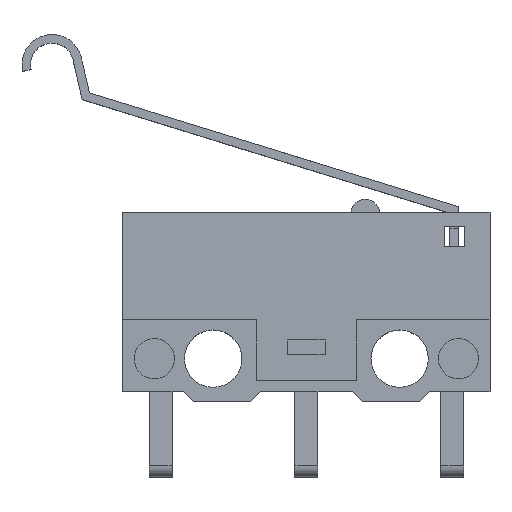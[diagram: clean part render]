
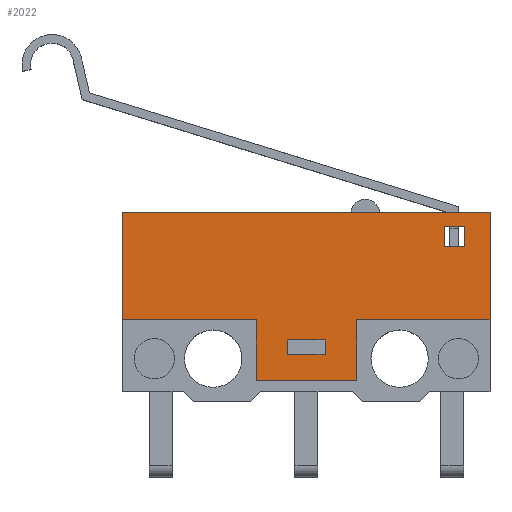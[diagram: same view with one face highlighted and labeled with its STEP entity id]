
A CAD part, top view. The second image highlights one B-rep face of the part: STEP entity #2022.
In plain terms, the highlighted face is planar.
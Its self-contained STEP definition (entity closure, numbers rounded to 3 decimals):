
#1825 = VERTEX_POINT('',#1826);
#1826 = CARTESIAN_POINT('',(6.4,2.85,1.35));
#1843 = VERTEX_POINT('',#1844);
#1844 = CARTESIAN_POINT('',(6.4,2.85,5.1));
#1850 = EDGE_CURVE('',#1825,#1843,#1851,.T.);
#1851 = LINE('',#1852,#1853);
#1852 = CARTESIAN_POINT('',(6.4,2.85,1.35));
#1853 = VECTOR('',#1854,1.);
#1854 = DIRECTION('',(0.,0.,1.));
#1864 = EDGE_CURVE('',#1865,#1825,#1867,.T.);
#1865 = VERTEX_POINT('',#1866);
#1866 = CARTESIAN_POINT('',(1.75,2.85,1.35));
#1867 = LINE('',#1868,#1869);
#1868 = CARTESIAN_POINT('',(1.75,2.85,1.35));
#1869 = VECTOR('',#1870,1.);
#1870 = DIRECTION('',(1.,0.,0.));
#1937 = VERTEX_POINT('',#1938);
#1938 = CARTESIAN_POINT('',(-6.4,2.85,5.1));
#1944 = EDGE_CURVE('',#1843,#1937,#1945,.T.);
#1945 = LINE('',#1946,#1947);
#1946 = CARTESIAN_POINT('',(6.4,2.85,5.1));
#1947 = VECTOR('',#1948,1.);
#1948 = DIRECTION('',(-1.,0.,0.));
#2022 = ADVANCED_FACE('',(#2023,#2066,#2100),#2134,.T.);
#2023 = FACE_BOUND('',#2024,.T.);
#2024 = EDGE_LOOP('',(#2025,#2026,#2027,#2035,#2043,#2051,#2059,#2065));
#2025 = ORIENTED_EDGE('',*,*,#1850,.F.);
#2026 = ORIENTED_EDGE('',*,*,#1864,.F.);
#2027 = ORIENTED_EDGE('',*,*,#2028,.F.);
#2028 = EDGE_CURVE('',#2029,#1865,#2031,.T.);
#2029 = VERTEX_POINT('',#2030);
#2030 = CARTESIAN_POINT('',(1.75,2.85,-0.75));
#2031 = LINE('',#2032,#2033);
#2032 = CARTESIAN_POINT('',(1.75,2.85,-0.75));
#2033 = VECTOR('',#2034,1.);
#2034 = DIRECTION('',(0.,0.,1.));
#2035 = ORIENTED_EDGE('',*,*,#2036,.F.);
#2036 = EDGE_CURVE('',#2037,#2029,#2039,.T.);
#2037 = VERTEX_POINT('',#2038);
#2038 = CARTESIAN_POINT('',(-1.75,2.85,-0.75));
#2039 = LINE('',#2040,#2041);
#2040 = CARTESIAN_POINT('',(-1.75,2.85,-0.75));
#2041 = VECTOR('',#2042,1.);
#2042 = DIRECTION('',(1.,0.,0.));
#2043 = ORIENTED_EDGE('',*,*,#2044,.F.);
#2044 = EDGE_CURVE('',#2045,#2037,#2047,.T.);
#2045 = VERTEX_POINT('',#2046);
#2046 = CARTESIAN_POINT('',(-1.75,2.85,1.35));
#2047 = LINE('',#2048,#2049);
#2048 = CARTESIAN_POINT('',(-1.75,2.85,1.35));
#2049 = VECTOR('',#2050,1.);
#2050 = DIRECTION('',(0.,0.,-1.));
#2051 = ORIENTED_EDGE('',*,*,#2052,.F.);
#2052 = EDGE_CURVE('',#2053,#2045,#2055,.T.);
#2053 = VERTEX_POINT('',#2054);
#2054 = CARTESIAN_POINT('',(-6.4,2.85,1.35));
#2055 = LINE('',#2056,#2057);
#2056 = CARTESIAN_POINT('',(-6.4,2.85,1.35));
#2057 = VECTOR('',#2058,1.);
#2058 = DIRECTION('',(1.,0.,0.));
#2059 = ORIENTED_EDGE('',*,*,#2060,.F.);
#2060 = EDGE_CURVE('',#1937,#2053,#2061,.T.);
#2061 = LINE('',#2062,#2063);
#2062 = CARTESIAN_POINT('',(-6.4,2.85,5.1));
#2063 = VECTOR('',#2064,1.);
#2064 = DIRECTION('',(0.,0.,-1.));
#2065 = ORIENTED_EDGE('',*,*,#1944,.F.);
#2066 = FACE_BOUND('',#2067,.T.);
#2067 = EDGE_LOOP('',(#2068,#2078,#2086,#2094));
#2068 = ORIENTED_EDGE('',*,*,#2069,.T.);
#2069 = EDGE_CURVE('',#2070,#2072,#2074,.T.);
#2070 = VERTEX_POINT('',#2071);
#2071 = CARTESIAN_POINT('',(-4.8,2.85,3.9));
#2072 = VERTEX_POINT('',#2073);
#2073 = CARTESIAN_POINT('',(-4.8,2.85,4.6));
#2074 = LINE('',#2075,#2076);
#2075 = CARTESIAN_POINT('',(-4.8,2.85,3.548));
#2076 = VECTOR('',#2077,1.);
#2077 = DIRECTION('',(0.,0.,1.));
#2078 = ORIENTED_EDGE('',*,*,#2079,.T.);
#2079 = EDGE_CURVE('',#2072,#2080,#2082,.T.);
#2080 = VERTEX_POINT('',#2081);
#2081 = CARTESIAN_POINT('',(-5.5,2.85,4.6));
#2082 = LINE('',#2083,#2084);
#2083 = CARTESIAN_POINT('',(-2.75,2.85,4.6));
#2084 = VECTOR('',#2085,1.);
#2085 = DIRECTION('',(-1.,0.,-0.));
#2086 = ORIENTED_EDGE('',*,*,#2087,.T.);
#2087 = EDGE_CURVE('',#2080,#2088,#2090,.T.);
#2088 = VERTEX_POINT('',#2089);
#2089 = CARTESIAN_POINT('',(-5.5,2.85,3.9));
#2090 = LINE('',#2091,#2092);
#2091 = CARTESIAN_POINT('',(-5.5,2.85,3.198));
#2092 = VECTOR('',#2093,1.);
#2093 = DIRECTION('',(0.,0.,-1.));
#2094 = ORIENTED_EDGE('',*,*,#2095,.T.);
#2095 = EDGE_CURVE('',#2088,#2070,#2096,.T.);
#2096 = LINE('',#2097,#2098);
#2097 = CARTESIAN_POINT('',(-2.4,2.85,3.9));
#2098 = VECTOR('',#2099,1.);
#2099 = DIRECTION('',(1.,0.,0.));
#2100 = FACE_BOUND('',#2101,.T.);
#2101 = EDGE_LOOP('',(#2102,#2112,#2120,#2128));
#2102 = ORIENTED_EDGE('',*,*,#2103,.F.);
#2103 = EDGE_CURVE('',#2104,#2106,#2108,.T.);
#2104 = VERTEX_POINT('',#2105);
#2105 = CARTESIAN_POINT('',(0.65,2.85,0.15));
#2106 = VERTEX_POINT('',#2107);
#2107 = CARTESIAN_POINT('',(-0.65,2.85,0.15));
#2108 = LINE('',#2109,#2110);
#2109 = CARTESIAN_POINT('',(0.65,2.85,0.15));
#2110 = VECTOR('',#2111,1.);
#2111 = DIRECTION('',(-1.,0.,0.));
#2112 = ORIENTED_EDGE('',*,*,#2113,.F.);
#2113 = EDGE_CURVE('',#2114,#2104,#2116,.T.);
#2114 = VERTEX_POINT('',#2115);
#2115 = CARTESIAN_POINT('',(0.65,2.85,0.65));
#2116 = LINE('',#2117,#2118);
#2117 = CARTESIAN_POINT('',(0.65,2.85,0.65));
#2118 = VECTOR('',#2119,1.);
#2119 = DIRECTION('',(0.,0.,-1.));
#2120 = ORIENTED_EDGE('',*,*,#2121,.F.);
#2121 = EDGE_CURVE('',#2122,#2114,#2124,.T.);
#2122 = VERTEX_POINT('',#2123);
#2123 = CARTESIAN_POINT('',(-0.65,2.85,0.65));
#2124 = LINE('',#2125,#2126);
#2125 = CARTESIAN_POINT('',(-0.65,2.85,0.65));
#2126 = VECTOR('',#2127,1.);
#2127 = DIRECTION('',(1.,0.,0.));
#2128 = ORIENTED_EDGE('',*,*,#2129,.F.);
#2129 = EDGE_CURVE('',#2106,#2122,#2130,.T.);
#2130 = LINE('',#2131,#2132);
#2131 = CARTESIAN_POINT('',(-0.65,2.85,0.15));
#2132 = VECTOR('',#2133,1.);
#2133 = DIRECTION('',(0.,0.,1.));
#2134 = PLANE('',#2135);
#2135 = AXIS2_PLACEMENT_3D('',#2136,#2137,#2138);
#2136 = CARTESIAN_POINT('',(0.,2.85,2.496));
#2137 = DIRECTION('',(0.,1.,0.));
#2138 = DIRECTION('',(0.,0.,1.));
